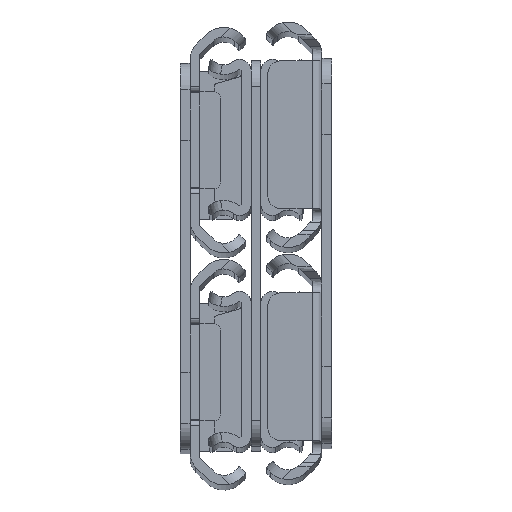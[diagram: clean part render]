
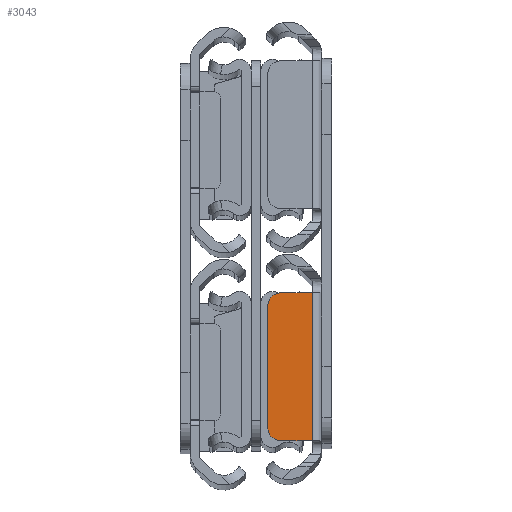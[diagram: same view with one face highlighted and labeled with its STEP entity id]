
A CAD part, top view. The second image highlights one B-rep face of the part: STEP entity #3043.
In plain terms, the highlighted face is planar.
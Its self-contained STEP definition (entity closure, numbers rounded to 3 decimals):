
#9 = VERTEX_POINT ( 'NONE', #6249 ) ;
#220 = CARTESIAN_POINT ( 'NONE',  ( 6.9, -11.5, -457.2 ) ) ;
#273 = DIRECTION ( 'NONE',  ( 0., 1., 0. ) ) ;
#368 = LINE ( 'NONE', #6820, #7696 ) ;
#415 = VERTEX_POINT ( 'NONE', #537 ) ;
#458 = FACE_OUTER_BOUND ( 'NONE', #1932, .T. ) ;
#474 = AXIS2_PLACEMENT_3D ( 'NONE', #7334, #4822, #1635 ) ;
#537 = CARTESIAN_POINT ( 'NONE',  ( 0., -11.5, -457.2 ) ) ;
#588 = DIRECTION ( 'NONE',  ( 1., 0., 0. ) ) ;
#644 = AXIS2_PLACEMENT_3D ( 'NONE', #1609, #4166, #4794 ) ;
#745 = DIRECTION ( 'NONE',  ( 1., 0., 0. ) ) ;
#1079 = EDGE_CURVE ( 'NONE', #4111, #4044, #7752, .T. ) ;
#1164 = CARTESIAN_POINT ( 'NONE',  ( 6.9, -9.5, -457.2 ) ) ;
#1365 = EDGE_CURVE ( 'NONE', #9, #4044, #4207, .T. ) ;
#1386 = DIRECTION ( 'NONE',  ( 0., 1., 0. ) ) ;
#1557 = ORIENTED_EDGE ( 'NONE', *, *, #7587, .T. ) ;
#1609 = CARTESIAN_POINT ( 'NONE',  ( 4.9, -9.5, -457.2 ) ) ;
#1635 = DIRECTION ( 'NONE',  ( 1., 0., 0. ) ) ;
#1795 = VECTOR ( 'NONE', #745, 1000. ) ;
#1921 = CARTESIAN_POINT ( 'NONE',  ( 1.5, 11.5, -457.2 ) ) ;
#1932 = EDGE_LOOP ( 'NONE', ( #4691, #3083, #7028, #8041, #7493, #1557 ) ) ;
#1957 = EDGE_CURVE ( 'NONE', #415, #3795, #5380, .T. ) ;
#2326 = AXIS2_PLACEMENT_3D ( 'NONE', #4321, #3071, #588 ) ;
#2379 = DIRECTION ( 'NONE',  ( -1., 0., 0. ) ) ;
#3043 = ADVANCED_FACE ( 'NONE', ( #458 ), #4858, .F. ) ;
#3071 = DIRECTION ( 'NONE',  ( 0., 0., -1. ) ) ;
#3083 = ORIENTED_EDGE ( 'NONE', *, *, #1957, .T. ) ;
#3497 = CARTESIAN_POINT ( 'NONE',  ( 0., 11.5, -457.2 ) ) ;
#3772 = EDGE_CURVE ( 'NONE', #3795, #9, #5734, .T. ) ;
#3795 = VERTEX_POINT ( 'NONE', #7740 ) ;
#4044 = VERTEX_POINT ( 'NONE', #8074 ) ;
#4111 = VERTEX_POINT ( 'NONE', #1164 ) ;
#4166 = DIRECTION ( 'NONE',  ( 0., 0., -1. ) ) ;
#4207 = CIRCLE ( 'NONE', #2326, 2. ) ;
#4321 = CARTESIAN_POINT ( 'NONE',  ( 4.9, 9.5, -457.2 ) ) ;
#4691 = ORIENTED_EDGE ( 'NONE', *, *, #5828, .T. ) ;
#4794 = DIRECTION ( 'NONE',  ( 1., 0., 0. ) ) ;
#4822 = DIRECTION ( 'NONE',  ( 0., 0., 1. ) ) ;
#4858 = PLANE ( 'NONE',  #474 ) ;
#5380 = LINE ( 'NONE', #3497, #6884 ) ;
#5734 = LINE ( 'NONE', #1921, #1795 ) ;
#5828 = EDGE_CURVE ( 'NONE', #6393, #415, #368, .T. ) ;
#6001 = CIRCLE ( 'NONE', #644, 2. ) ;
#6249 = CARTESIAN_POINT ( 'NONE',  ( 4.9, 11.5, -457.2 ) ) ;
#6393 = VERTEX_POINT ( 'NONE', #8182 ) ;
#6820 = CARTESIAN_POINT ( 'NONE',  ( 1.5, -11.5, -457.2 ) ) ;
#6884 = VECTOR ( 'NONE', #273, 1000. ) ;
#7028 = ORIENTED_EDGE ( 'NONE', *, *, #3772, .T. ) ;
#7334 = CARTESIAN_POINT ( 'NONE',  ( 1.5, 12.665, -457.2 ) ) ;
#7493 = ORIENTED_EDGE ( 'NONE', *, *, #1079, .F. ) ;
#7587 = EDGE_CURVE ( 'NONE', #4111, #6393, #6001, .T. ) ;
#7696 = VECTOR ( 'NONE', #2379, 1000. ) ;
#7740 = CARTESIAN_POINT ( 'NONE',  ( 0., 11.5, -457.2 ) ) ;
#7752 = LINE ( 'NONE', #220, #7798 ) ;
#7798 = VECTOR ( 'NONE', #1386, 1000. ) ;
#8041 = ORIENTED_EDGE ( 'NONE', *, *, #1365, .T. ) ;
#8074 = CARTESIAN_POINT ( 'NONE',  ( 6.9, 9.5, -457.2 ) ) ;
#8182 = CARTESIAN_POINT ( 'NONE',  ( 4.9, -11.5, -457.2 ) ) ;
